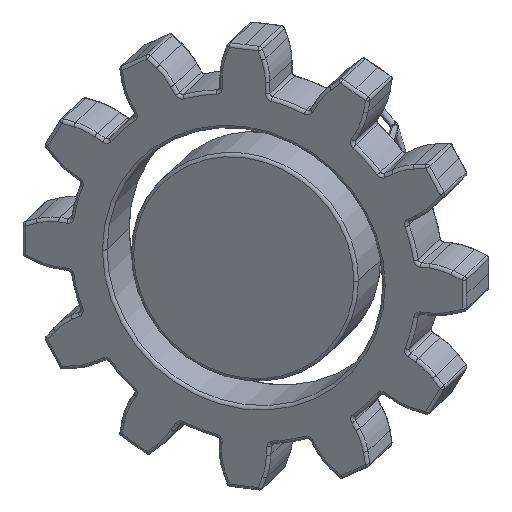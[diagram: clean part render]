
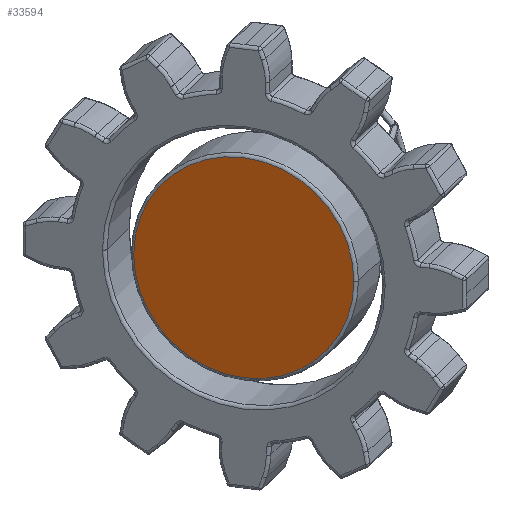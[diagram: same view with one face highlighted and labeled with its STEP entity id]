
A CAD part, left-side view. The second image highlights one B-rep face of the part: STEP entity #33594.
In plain terms, the highlighted planar face has unit normal (-0.883, 0.342, -0.321).
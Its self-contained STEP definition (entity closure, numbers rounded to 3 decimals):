
#33289=AXIS2_PLACEMENT_3D('Plane Axis2P3D',#33286,#33287,#33288) ;
#33517=AXIS2_PLACEMENT_3D('Circle Axis2P3D',#33515,#33516,$) ;
#33575=AXIS2_PLACEMENT_3D('Circle Axis2P3D',#33573,#33574,$) ;
#33286=CARTESIAN_POINT('Axis2P3D Location',(-105.95,59.681,-38.227)) ;
#33512=CARTESIAN_POINT('Vertex',(-98.983,121.517,8.437)) ;
#33515=CARTESIAN_POINT('Axis2P3D Location',(-120.133,59.681,0.739)) ;
#33519=CARTESIAN_POINT('Vertex',(-141.282,-2.156,-6.958)) ;
#33573=CARTESIAN_POINT('Axis2P3D Location',(-120.133,59.681,0.739)) ;
#33287=DIRECTION('Axis2P3D Direction',(0.883,-0.342,0.321)) ;
#33288=DIRECTION('Axis2P3D XDirection',(0.321,0.94,0.117)) ;
#33516=DIRECTION('Axis2P3D Direction',(0.883,-0.342,0.321)) ;
#33574=DIRECTION('Axis2P3D Direction',(0.883,-0.342,0.321)) ;
#33591=ORIENTED_EDGE('',*,*,#33577,.F.) ;
#33592=ORIENTED_EDGE('',*,*,#33521,.F.) ;
#33594=ADVANCED_FACE('PartBody',(#33593),#33290,.F.) ;
#33518=CIRCLE('generated circle',#33517,65.805) ;
#33576=CIRCLE('generated circle',#33575,65.805) ;
#33521=EDGE_CURVE('',#33513,#33520,#33518,.T.) ;
#33577=EDGE_CURVE('',#33520,#33513,#33576,.T.) ;
#33590=EDGE_LOOP('',(#33591,#33592)) ;
#33593=FACE_OUTER_BOUND('',#33590,.T.) ;
#33290=PLANE('',#33289) ;
#33513=VERTEX_POINT('',#33512) ;
#33520=VERTEX_POINT('',#33519) ;
